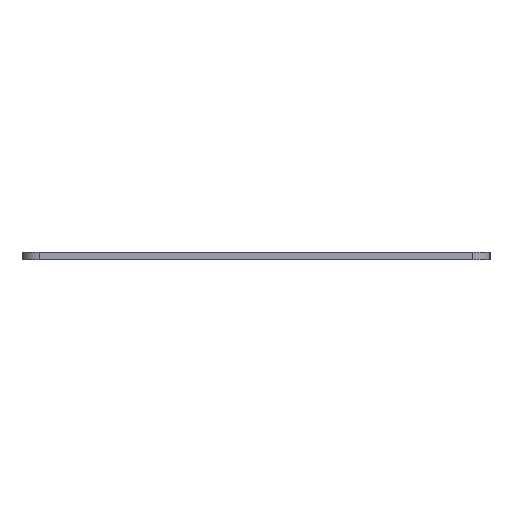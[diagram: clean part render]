
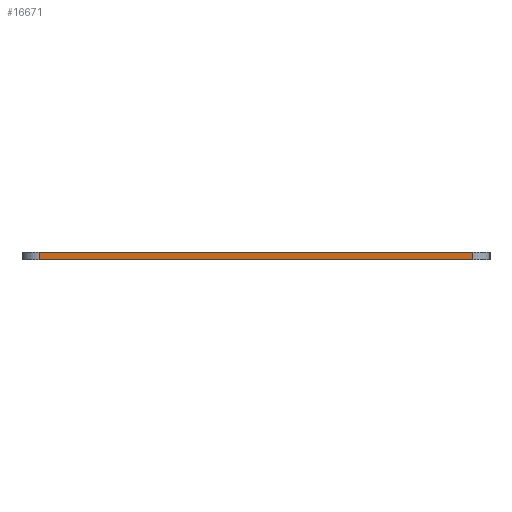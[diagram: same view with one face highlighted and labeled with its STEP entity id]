
A CAD part, left-side view. The second image highlights one B-rep face of the part: STEP entity #16671.
In plain terms, the highlighted planar face has unit normal (-1, 0, 0).
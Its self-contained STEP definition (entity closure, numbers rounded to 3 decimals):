
#1570=PLANE('',#18189);
#2085=FACE_OUTER_BOUND('',#3119,.T.);
#3119=EDGE_LOOP('',(#13785,#13786,#13787,#13788));
#4026=LINE('',#24836,#5620);
#4317=LINE('',#26390,#5911);
#4725=LINE('',#28888,#6319);
#4726=LINE('',#28890,#6320);
#5620=VECTOR('',#19364,10.);
#5911=VECTOR('',#20311,10.);
#6319=VECTOR('',#21485,10.);
#6320=VECTOR('',#21488,10.);
#7365=VERTEX_POINT('',#24833);
#7366=VERTEX_POINT('',#24835);
#8044=VERTEX_POINT('',#26387);
#8045=VERTEX_POINT('',#26389);
#9164=EDGE_CURVE('',#7365,#7366,#4026,.T.);
#9843=EDGE_CURVE('',#8044,#8045,#4317,.T.);
#10665=EDGE_CURVE('',#7366,#8044,#4725,.T.);
#10666=EDGE_CURVE('',#8045,#7365,#4726,.T.);
#13785=ORIENTED_EDGE('',*,*,#10665,.F.);
#13786=ORIENTED_EDGE('',*,*,#9164,.F.);
#13787=ORIENTED_EDGE('',*,*,#10666,.F.);
#13788=ORIENTED_EDGE('',*,*,#9843,.F.);
#16671=ADVANCED_FACE('',(#2085),#1570,.F.);
#18189=AXIS2_PLACEMENT_3D('',#28889,#21486,#21487);
#19364=DIRECTION('',(0.,-1.,0.));
#20311=DIRECTION('',(0.,1.,0.));
#21485=DIRECTION('',(0.,0.,-1.));
#21486=DIRECTION('center_axis',(1.,0.,0.));
#21487=DIRECTION('ref_axis',(0.,0.,-1.));
#21488=DIRECTION('',(0.,0.,1.));
#24833=CARTESIAN_POINT('',(23.812,-3.5,-8.8));
#24835=CARTESIAN_POINT('',(23.812,-91.75,-8.8));
#24836=CARTESIAN_POINT('',(23.812,-23.813,-8.8));
#26387=CARTESIAN_POINT('',(23.812,-91.75,-10.3));
#26389=CARTESIAN_POINT('',(23.812,-3.5,-10.3));
#26390=CARTESIAN_POINT('',(23.812,-23.813,-10.3));
#28888=CARTESIAN_POINT('',(23.812,-91.75,-10.3));
#28889=CARTESIAN_POINT('Origin',(23.812,0.,-10.3));
#28890=CARTESIAN_POINT('',(23.812,-3.5,-10.3));
